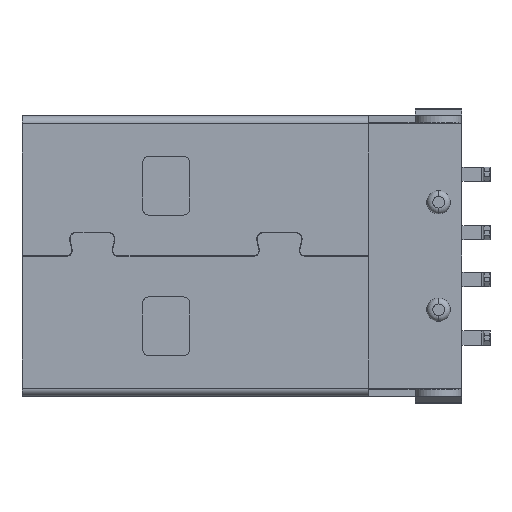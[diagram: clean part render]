
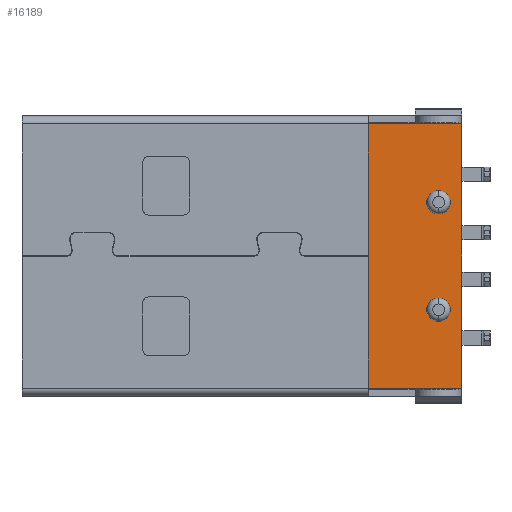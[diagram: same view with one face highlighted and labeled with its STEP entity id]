
A CAD part, front view. The second image highlights one B-rep face of the part: STEP entity #16189.
In plain terms, the highlighted planar face has unit normal (0, -1, 0).
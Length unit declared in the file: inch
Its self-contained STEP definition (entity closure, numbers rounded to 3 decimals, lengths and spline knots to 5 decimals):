
#362 = CIRCLE ( 'NONE', #1565, 0.01969 ) ;
#1263 = DIRECTION ( 'NONE',  ( 0., 0., -1. ) ) ;
#1532 = VERTEX_POINT ( 'NONE', #10059 ) ;
#1565 = AXIS2_PLACEMENT_3D ( 'NONE', #17132, #14390, #1803 ) ;
#1760 = CIRCLE ( 'NONE', #4104, 0.01969 ) ;
#1803 = DIRECTION ( 'NONE',  ( 0., 0., -1. ) ) ;
#1906 = AXIS2_PLACEMENT_3D ( 'NONE', #12965, #12884, #15806 ) ;
#2114 = CIRCLE ( 'NONE', #9441, 0.01969 ) ;
#2437 = EDGE_CURVE ( 'NONE', #3465, #12711, #16157, .T. ) ;
#3124 = CARTESIAN_POINT ( 'NONE',  ( 0.70079, 0.0315, 0.09055 ) ) ;
#3450 = DIRECTION ( 'NONE',  ( 0., -1., 0. ) ) ;
#3465 = VERTEX_POINT ( 'NONE', #7272 ) ;
#3680 = EDGE_CURVE ( 'NONE', #9378, #17372, #1760, .T. ) ;
#3930 = VERTEX_POINT ( 'NONE', #10819 ) ;
#4104 = AXIS2_PLACEMENT_3D ( 'NONE', #9050, #3450, #7672 ) ;
#4153 = CARTESIAN_POINT ( 'NONE',  ( 0.70079, 0.0315, -0.07087 ) ) ;
#4364 = DIRECTION ( 'NONE',  ( 1., 0., 0. ) ) ;
#4549 = DIRECTION ( 'NONE',  ( 0., 0., -1. ) ) ;
#4711 = ORIENTED_EDGE ( 'NONE', *, *, #3680, .F. ) ;
#5085 = EDGE_CURVE ( 'NONE', #5605, #1532, #16211, .T. ) ;
#5251 = VECTOR ( 'NONE', #15980, 39.37008 ) ;
#5605 = VERTEX_POINT ( 'NONE', #4153 ) ;
#6099 = ORIENTED_EDGE ( 'NONE', *, *, #8667, .F. ) ;
#6323 = ORIENTED_EDGE ( 'NONE', *, *, #6456, .F. ) ;
#6391 = VERTEX_POINT ( 'NONE', #6661 ) ;
#6456 = EDGE_CURVE ( 'NONE', #3930, #6391, #11434, .T. ) ;
#6661 = CARTESIAN_POINT ( 'NONE',  ( 0.74016, 0.0315, 0.22244 ) ) ;
#7258 = ORIENTED_EDGE ( 'NONE', *, *, #5085, .F. ) ;
#7272 = CARTESIAN_POINT ( 'NONE',  ( 0.57677, 0.0315, -0.22244 ) ) ;
#7380 = FACE_OUTER_BOUND ( 'NONE', #12171, .T. ) ;
#7672 = DIRECTION ( 'NONE',  ( 0., 0., -1. ) ) ;
#7850 = CARTESIAN_POINT ( 'NONE',  ( 0.74016, 0.0315, -0.22244 ) ) ;
#8004 = EDGE_CURVE ( 'NONE', #6391, #12711, #9405, .T. ) ;
#8035 = EDGE_LOOP ( 'NONE', ( #7258, #6099 ) ) ;
#8231 = DIRECTION ( 'NONE',  ( 0., 0., -1. ) ) ;
#8389 = VECTOR ( 'NONE', #4364, 39.37008 ) ;
#8460 = ORIENTED_EDGE ( 'NONE', *, *, #12995, .F. ) ;
#8667 = EDGE_CURVE ( 'NONE', #1532, #5605, #362, .T. ) ;
#8697 = CARTESIAN_POINT ( 'NONE',  ( 0., 0.0315, 0.22244 ) ) ;
#9050 = CARTESIAN_POINT ( 'NONE',  ( 0.70079, 0.0315, 0.09055 ) ) ;
#9378 = VERTEX_POINT ( 'NONE', #12154 ) ;
#9405 = LINE ( 'NONE', #9598, #14199 ) ;
#9441 = AXIS2_PLACEMENT_3D ( 'NONE', #3124, #17247, #10084 ) ;
#9598 = CARTESIAN_POINT ( 'NONE',  ( 0.74016, 0.0315, 0.14941 ) ) ;
#10035 = PLANE ( 'NONE',  #1906 ) ;
#10059 = CARTESIAN_POINT ( 'NONE',  ( 0.70079, 0.0315, -0.11024 ) ) ;
#10084 = DIRECTION ( 'NONE',  ( 0., 0., -1. ) ) ;
#10361 = EDGE_CURVE ( 'NONE', #3930, #3465, #10735, .T. ) ;
#10735 = LINE ( 'NONE', #15053, #13991 ) ;
#10819 = CARTESIAN_POINT ( 'NONE',  ( 0.57677, 0.0315, 0.22244 ) ) ;
#11434 = LINE ( 'NONE', #8697, #8389 ) ;
#11444 = DIRECTION ( 'NONE',  ( 0., -1., 0. ) ) ;
#12105 = AXIS2_PLACEMENT_3D ( 'NONE', #14480, #11444, #4549 ) ;
#12154 = CARTESIAN_POINT ( 'NONE',  ( 0.70079, 0.0315, 0.07087 ) ) ;
#12171 = EDGE_LOOP ( 'NONE', ( #13773, #16409, #6323, #13884 ) ) ;
#12711 = VERTEX_POINT ( 'NONE', #7850 ) ;
#12884 = DIRECTION ( 'NONE',  ( 0., -1., 0. ) ) ;
#12965 = CARTESIAN_POINT ( 'NONE',  ( 0.36614, 0.0315, -0.61663 ) ) ;
#12995 = EDGE_CURVE ( 'NONE', #17372, #9378, #2114, .T. ) ;
#13080 = EDGE_LOOP ( 'NONE', ( #8460, #4711 ) ) ;
#13318 = CARTESIAN_POINT ( 'NONE',  ( 0., 0.0315, -0.22244 ) ) ;
#13773 = ORIENTED_EDGE ( 'NONE', *, *, #2437, .T. ) ;
#13884 = ORIENTED_EDGE ( 'NONE', *, *, #10361, .T. ) ;
#13991 = VECTOR ( 'NONE', #1263, 39.37008 ) ;
#14185 = FACE_BOUND ( 'NONE', #8035, .T. ) ;
#14199 = VECTOR ( 'NONE', #8231, 39.37008 ) ;
#14390 = DIRECTION ( 'NONE',  ( 0., -1., 0. ) ) ;
#14480 = CARTESIAN_POINT ( 'NONE',  ( 0.70079, 0.0315, -0.09055 ) ) ;
#15053 = CARTESIAN_POINT ( 'NONE',  ( 0.57677, 0.0315, -0.61663 ) ) ;
#15455 = FACE_BOUND ( 'NONE', #13080, .T. ) ;
#15806 = DIRECTION ( 'NONE',  ( 0., 0., -1. ) ) ;
#15980 = DIRECTION ( 'NONE',  ( 1., 0., 0. ) ) ;
#16157 = LINE ( 'NONE', #13318, #5251 ) ;
#16189 = ADVANCED_FACE ( 'NONE', ( #14185, #15455, #7380 ), #10035, .T. ) ;
#16211 = CIRCLE ( 'NONE', #12105, 0.01969 ) ;
#16409 = ORIENTED_EDGE ( 'NONE', *, *, #8004, .F. ) ;
#17132 = CARTESIAN_POINT ( 'NONE',  ( 0.70079, 0.0315, -0.09055 ) ) ;
#17247 = DIRECTION ( 'NONE',  ( 0., -1., 0. ) ) ;
#17372 = VERTEX_POINT ( 'NONE', #17676 ) ;
#17676 = CARTESIAN_POINT ( 'NONE',  ( 0.70079, 0.0315, 0.11024 ) ) ;
